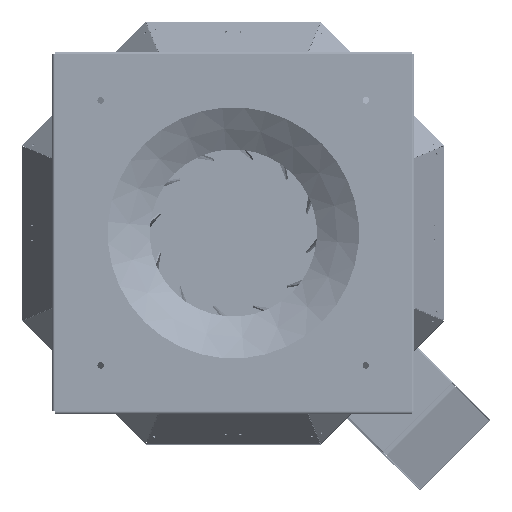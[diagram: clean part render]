
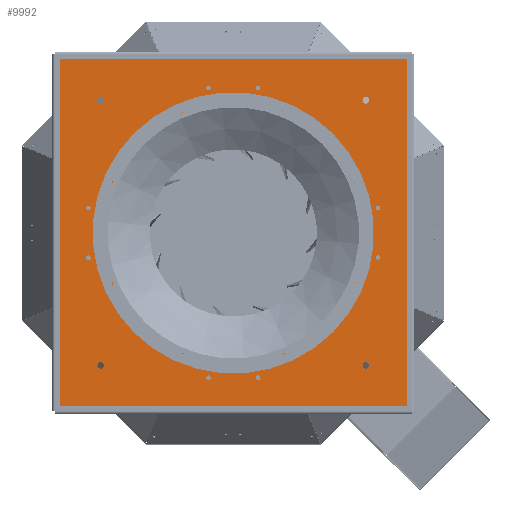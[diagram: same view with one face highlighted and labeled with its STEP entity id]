
A CAD part, top view. The second image highlights one B-rep face of the part: STEP entity #9992.
In plain terms, the highlighted planar face has unit normal (0, 0, 1).
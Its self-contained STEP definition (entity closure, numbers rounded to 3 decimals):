
#9992=ADVANCED_FACE('',(#31037,#31039,#31041,#31043,#31045,#31047,#31049,#31051,
#31053,#31055,#31057,#31059,#31061,#31063,#31065,#31067,#31069,#31071,#31073,#31075,
#31077,#31079),#31081,.T.);
#31037=FACE_BOUND('',#31038,.T.);
#31038=EDGE_LOOP('',(#59615,#59616,#59617,#59618));
#31039=FACE_BOUND('',#31040,.T.);
#31040=EDGE_LOOP('',(#59619));
#31041=FACE_BOUND('',#31042,.T.);
#31042=EDGE_LOOP('',(#59620));
#31043=FACE_BOUND('',#31044,.T.);
#31044=EDGE_LOOP('',(#59621));
#31045=FACE_BOUND('',#31046,.T.);
#31046=EDGE_LOOP('',(#59622));
#31047=FACE_BOUND('',#31048,.T.);
#31048=EDGE_LOOP('',(#59623));
#31049=FACE_BOUND('',#31050,.T.);
#31050=EDGE_LOOP('',(#59624));
#31051=FACE_BOUND('',#31052,.T.);
#31052=EDGE_LOOP('',(#59625));
#31053=FACE_BOUND('',#31054,.T.);
#31054=EDGE_LOOP('',(#59626));
#31055=FACE_BOUND('',#31056,.T.);
#31056=EDGE_LOOP('',(#59627));
#31057=FACE_BOUND('',#31058,.T.);
#31058=EDGE_LOOP('',(#59628));
#31059=FACE_BOUND('',#31060,.T.);
#31060=EDGE_LOOP('',(#59629));
#31061=FACE_BOUND('',#31062,.T.);
#31062=EDGE_LOOP('',(#59630));
#31063=FACE_BOUND('',#31064,.T.);
#31064=EDGE_LOOP('',(#59631));
#31065=FACE_BOUND('',#31066,.T.);
#31066=EDGE_LOOP('',(#59632));
#31067=FACE_BOUND('',#31068,.T.);
#31068=EDGE_LOOP('',(#59633));
#31069=FACE_BOUND('',#31070,.T.);
#31070=EDGE_LOOP('',(#59634));
#31071=FACE_BOUND('',#31072,.T.);
#31072=EDGE_LOOP('',(#59635));
#31073=FACE_BOUND('',#31074,.T.);
#31074=EDGE_LOOP('',(#59636));
#31075=FACE_BOUND('',#31076,.T.);
#31076=EDGE_LOOP('',(#59637));
#31077=FACE_BOUND('',#31078,.T.);
#31078=EDGE_LOOP('',(#59638));
#31079=FACE_BOUND('',#31080,.T.);
#31080=EDGE_LOOP('',(#59639));
#31081=PLANE('',#31082);
#31082=AXIS2_PLACEMENT_3D('',#31083,#31084,#31085);
#31083=CARTESIAN_POINT('',(0.,0.,2.));
#31084=DIRECTION('',(0.,0.,1.));
#31085=DIRECTION('',(1.,0.,0.));
#59615=ORIENTED_EDGE('',*,*,#81498,.T.);
#59616=ORIENTED_EDGE('',*,*,#81499,.T.);
#59617=ORIENTED_EDGE('',*,*,#81500,.T.);
#59618=ORIENTED_EDGE('',*,*,#81501,.T.);
#59619=ORIENTED_EDGE('',*,*,#81461,.T.);
#59620=ORIENTED_EDGE('',*,*,#81462,.T.);
#59621=ORIENTED_EDGE('',*,*,#81463,.T.);
#59622=ORIENTED_EDGE('',*,*,#81464,.T.);
#59623=ORIENTED_EDGE('',*,*,#81465,.T.);
#59624=ORIENTED_EDGE('',*,*,#81466,.T.);
#59625=ORIENTED_EDGE('',*,*,#81467,.T.);
#59626=ORIENTED_EDGE('',*,*,#81468,.T.);
#59627=ORIENTED_EDGE('',*,*,#81456,.T.);
#59628=ORIENTED_EDGE('',*,*,#81458,.T.);
#59629=ORIENTED_EDGE('',*,*,#81460,.T.);
#59630=ORIENTED_EDGE('',*,*,#81445,.T.);
#59631=ORIENTED_EDGE('',*,*,#81448,.T.);
#59632=ORIENTED_EDGE('',*,*,#81450,.T.);
#59633=ORIENTED_EDGE('',*,*,#81452,.T.);
#59634=ORIENTED_EDGE('',*,*,#81406,.T.);
#59635=ORIENTED_EDGE('',*,*,#81454,.T.);
#59636=ORIENTED_EDGE('',*,*,#81469,.T.);
#59637=ORIENTED_EDGE('',*,*,#81470,.T.);
#59638=ORIENTED_EDGE('',*,*,#81471,.T.);
#59639=ORIENTED_EDGE('',*,*,#81472,.T.);
#81406=EDGE_CURVE('',#94358,#94358,#94359,.F.);
#81445=EDGE_CURVE('',#94414,#94414,#94415,.T.);
#81448=EDGE_CURVE('',#94418,#94418,#94419,.T.);
#81450=EDGE_CURVE('',#94421,#94421,#94422,.T.);
#81452=EDGE_CURVE('',#94424,#94424,#94425,.T.);
#81454=EDGE_CURVE('',#94427,#94427,#94428,.T.);
#81456=EDGE_CURVE('',#94430,#94430,#94431,.T.);
#81458=EDGE_CURVE('',#94433,#94433,#94434,.T.);
#81460=EDGE_CURVE('',#94436,#94436,#94437,.T.);
#81461=EDGE_CURVE('',#94438,#94438,#94439,.F.);
#81462=EDGE_CURVE('',#94440,#94440,#94441,.F.);
#81463=EDGE_CURVE('',#94442,#94442,#94443,.F.);
#81464=EDGE_CURVE('',#94444,#94444,#94445,.F.);
#81465=EDGE_CURVE('',#94446,#94446,#94447,.F.);
#81466=EDGE_CURVE('',#94448,#94448,#94449,.F.);
#81467=EDGE_CURVE('',#94450,#94450,#94451,.F.);
#81468=EDGE_CURVE('',#94452,#94452,#94453,.F.);
#81469=EDGE_CURVE('',#94454,#94454,#94455,.T.);
#81470=EDGE_CURVE('',#94456,#94456,#94457,.T.);
#81471=EDGE_CURVE('',#94458,#94458,#94459,.T.);
#81472=EDGE_CURVE('',#94460,#94460,#94461,.T.);
#81498=EDGE_CURVE('',#94499,#94500,#94501,.T.);
#81499=EDGE_CURVE('',#94500,#94502,#94503,.T.);
#81500=EDGE_CURVE('',#94502,#94504,#94505,.T.);
#81501=EDGE_CURVE('',#94504,#94499,#94506,.T.);
#94358=VERTEX_POINT('',#112054);
#94359=CIRCLE('',#112055,254.);
#94414=VERTEX_POINT('',#112215);
#94415=CIRCLE('',#112216,5.65);
#94418=VERTEX_POINT('',#112228);
#94419=CIRCLE('',#112229,5.65);
#94421=VERTEX_POINT('',#112237);
#94422=CIRCLE('',#112238,5.65);
#94424=VERTEX_POINT('',#112246);
#94425=CIRCLE('',#112247,5.65);
#94427=VERTEX_POINT('',#112255);
#94428=CIRCLE('',#112256,5.65);
#94430=VERTEX_POINT('',#112264);
#94431=CIRCLE('',#112265,5.65);
#94433=VERTEX_POINT('',#112273);
#94434=CIRCLE('',#112274,5.65);
#94436=VERTEX_POINT('',#112282);
#94437=CIRCLE('',#112283,5.65);
#94438=VERTEX_POINT('',#112287);
#94439=CIRCLE('',#112288,4.65);
#94440=VERTEX_POINT('',#112292);
#94441=CIRCLE('',#112293,4.65);
#94442=VERTEX_POINT('',#112297);
#94443=CIRCLE('',#112298,4.65);
#94444=VERTEX_POINT('',#112302);
#94445=CIRCLE('',#112303,4.65);
#94446=VERTEX_POINT('',#112307);
#94447=CIRCLE('',#112308,4.65);
#94448=VERTEX_POINT('',#112312);
#94449=CIRCLE('',#112313,4.65);
#94450=VERTEX_POINT('',#112317);
#94451=CIRCLE('',#112318,4.65);
#94452=VERTEX_POINT('',#112322);
#94453=CIRCLE('',#112323,4.65);
#94454=VERTEX_POINT('',#112327);
#94455=CIRCLE('',#112328,6.65);
#94456=VERTEX_POINT('',#112332);
#94457=CIRCLE('',#112333,6.65);
#94458=VERTEX_POINT('',#112337);
#94459=CIRCLE('',#112338,6.65);
#94460=VERTEX_POINT('',#112342);
#94461=CIRCLE('',#112343,6.65);
#94499=VERTEX_POINT('',#112438);
#94500=VERTEX_POINT('',#112439);
#94501=LINE('',#112440,#112441);
#94502=VERTEX_POINT('',#112443);
#94503=LINE('',#112444,#112445);
#94504=VERTEX_POINT('',#112447);
#94505=LINE('',#112448,#112449);
#94506=LINE('',#112451,#112452);
#112054=CARTESIAN_POINT('',(254.,0.,2.));
#112055=AXIS2_PLACEMENT_3D('',#112056,#112057,#112058);
#112056=CARTESIAN_POINT('',(0.,0.,2.));
#112057=DIRECTION('',(0.,0.,1.));
#112058=DIRECTION('',(1.,0.,0.));
#112215=CARTESIAN_POINT('',(255.097,-103.325,2.));
#112216=AXIS2_PLACEMENT_3D('',#112217,#112218,#112219);
#112217=CARTESIAN_POINT('',(249.447,-103.325,2.));
#112218=DIRECTION('',(-0.,-0.,-1.));
#112219=DIRECTION('',(1.,0.,0.));
#112228=CARTESIAN_POINT('',(253.443,107.32,2.));
#112229=AXIS2_PLACEMENT_3D('',#112230,#112231,#112232);
#112230=CARTESIAN_POINT('',(249.447,103.325,2.));
#112231=DIRECTION('',(-0.,-0.,-1.));
#112232=DIRECTION('',(0.707,0.707,0.));
#112237=CARTESIAN_POINT('',(103.325,255.097,2.));
#112238=AXIS2_PLACEMENT_3D('',#112239,#112240,#112241);
#112239=CARTESIAN_POINT('',(103.325,249.447,2.));
#112240=DIRECTION('',(-0.,-0.,-1.));
#112241=DIRECTION('',(0.,1.,0.));
#112246=CARTESIAN_POINT('',(-107.32,253.443,2.));
#112247=AXIS2_PLACEMENT_3D('',#112248,#112249,#112250);
#112248=CARTESIAN_POINT('',(-103.325,249.447,2.));
#112249=DIRECTION('',(-0.,-0.,-1.));
#112250=DIRECTION('',(-0.707,0.707,0.));
#112255=CARTESIAN_POINT('',(-255.097,103.325,2.));
#112256=AXIS2_PLACEMENT_3D('',#112257,#112258,#112259);
#112257=CARTESIAN_POINT('',(-249.447,103.325,2.));
#112258=DIRECTION('',(-0.,-0.,-1.));
#112259=DIRECTION('',(-1.,0.,0.));
#112264=CARTESIAN_POINT('',(-253.443,-107.32,2.));
#112265=AXIS2_PLACEMENT_3D('',#112266,#112267,#112268);
#112266=CARTESIAN_POINT('',(-249.447,-103.325,2.));
#112267=DIRECTION('',(-0.,-0.,-1.));
#112268=DIRECTION('',(-0.707,-0.707,-0.));
#112273=CARTESIAN_POINT('',(-103.325,-255.097,2.));
#112274=AXIS2_PLACEMENT_3D('',#112275,#112276,#112277);
#112275=CARTESIAN_POINT('',(-103.325,-249.447,2.));
#112276=DIRECTION('',(-0.,-0.,-1.));
#112277=DIRECTION('',(0.,-1.,-0.));
#112282=CARTESIAN_POINT('',(107.32,-253.443,2.));
#112283=AXIS2_PLACEMENT_3D('',#112284,#112285,#112286);
#112284=CARTESIAN_POINT('',(103.325,-249.447,2.));
#112285=DIRECTION('',(-0.,-0.,-1.));
#112286=DIRECTION('',(0.707,-0.707,0.));
#112287=CARTESIAN_POINT('',(-287.65,50.,2.));
#112288=AXIS2_PLACEMENT_3D('',#112289,#112290,#112291);
#112289=CARTESIAN_POINT('',(-292.3,50.,2.));
#112290=DIRECTION('',(0.,0.,1.));
#112291=DIRECTION('',(1.,0.,0.));
#112292=CARTESIAN_POINT('',(-287.65,-50.,2.));
#112293=AXIS2_PLACEMENT_3D('',#112294,#112295,#112296);
#112294=CARTESIAN_POINT('',(-292.3,-50.,2.));
#112295=DIRECTION('',(0.,0.,1.));
#112296=DIRECTION('',(1.,0.,0.));
#112297=CARTESIAN_POINT('',(-45.35,292.3,2.));
#112298=AXIS2_PLACEMENT_3D('',#112299,#112300,#112301);
#112299=CARTESIAN_POINT('',(-50.,292.3,2.));
#112300=DIRECTION('',(0.,0.,1.));
#112301=DIRECTION('',(1.,0.,0.));
#112302=CARTESIAN_POINT('',(54.65,292.3,2.));
#112303=AXIS2_PLACEMENT_3D('',#112304,#112305,#112306);
#112304=CARTESIAN_POINT('',(50.,292.3,2.));
#112305=DIRECTION('',(0.,0.,1.));
#112306=DIRECTION('',(1.,0.,0.));
#112307=CARTESIAN_POINT('',(-45.35,-292.3,2.));
#112308=AXIS2_PLACEMENT_3D('',#112309,#112310,#112311);
#112309=CARTESIAN_POINT('',(-50.,-292.3,2.));
#112310=DIRECTION('',(0.,0.,1.));
#112311=DIRECTION('',(1.,0.,0.));
#112312=CARTESIAN_POINT('',(54.65,-292.3,2.));
#112313=AXIS2_PLACEMENT_3D('',#112314,#112315,#112316);
#112314=CARTESIAN_POINT('',(50.,-292.3,2.));
#112315=DIRECTION('',(0.,0.,1.));
#112316=DIRECTION('',(1.,0.,0.));
#112317=CARTESIAN_POINT('',(296.95,-50.,2.));
#112318=AXIS2_PLACEMENT_3D('',#112319,#112320,#112321);
#112319=CARTESIAN_POINT('',(292.3,-50.,2.));
#112320=DIRECTION('',(0.,0.,1.));
#112321=DIRECTION('',(1.,0.,0.));
#112322=CARTESIAN_POINT('',(296.95,50.,2.));
#112323=AXIS2_PLACEMENT_3D('',#112324,#112325,#112326);
#112324=CARTESIAN_POINT('',(292.3,50.,2.));
#112325=DIRECTION('',(0.,0.,1.));
#112326=DIRECTION('',(1.,0.,0.));
#112327=CARTESIAN_POINT('',(-274.15,-267.5,2.));
#112328=AXIS2_PLACEMENT_3D('',#112329,#112330,#112331);
#112329=CARTESIAN_POINT('',(-267.5,-267.5,2.));
#112330=DIRECTION('',(-0.,-0.,-1.));
#112331=DIRECTION('',(-1.,0.,0.));
#112332=CARTESIAN_POINT('',(260.85,-267.5,2.));
#112333=AXIS2_PLACEMENT_3D('',#112334,#112335,#112336);
#112334=CARTESIAN_POINT('',(267.5,-267.5,2.));
#112335=DIRECTION('',(-0.,-0.,-1.));
#112336=DIRECTION('',(-1.,0.,0.));
#112337=CARTESIAN_POINT('',(-274.15,267.5,2.));
#112338=AXIS2_PLACEMENT_3D('',#112339,#112340,#112341);
#112339=CARTESIAN_POINT('',(-267.5,267.5,2.));
#112340=DIRECTION('',(-0.,-0.,-1.));
#112341=DIRECTION('',(-1.,0.,0.));
#112342=CARTESIAN_POINT('',(260.85,267.5,2.));
#112343=AXIS2_PLACEMENT_3D('',#112344,#112345,#112346);
#112344=CARTESIAN_POINT('',(267.5,267.5,2.));
#112345=DIRECTION('',(-0.,-0.,-1.));
#112346=DIRECTION('',(-1.,0.,0.));
#112438=CARTESIAN_POINT('',(360.4,-360.4,2.));
#112439=CARTESIAN_POINT('',(360.4,360.4,2.));
#112440=CARTESIAN_POINT('',(360.4,-360.4,2.));
#112441=VECTOR('',#112442,1.);
#112442=DIRECTION('',(0.,1.,0.));
#112443=CARTESIAN_POINT('',(-360.4,360.4,2.));
#112444=CARTESIAN_POINT('',(360.4,360.4,2.));
#112445=VECTOR('',#112446,1.);
#112446=DIRECTION('',(-1.,0.,0.));
#112447=CARTESIAN_POINT('',(-360.4,-360.4,2.));
#112448=CARTESIAN_POINT('',(-360.4,360.4,2.));
#112449=VECTOR('',#112450,1.);
#112450=DIRECTION('',(0.,-1.,0.));
#112451=CARTESIAN_POINT('',(-360.4,-360.4,2.));
#112452=VECTOR('',#112453,1.);
#112453=DIRECTION('',(1.,0.,0.));
